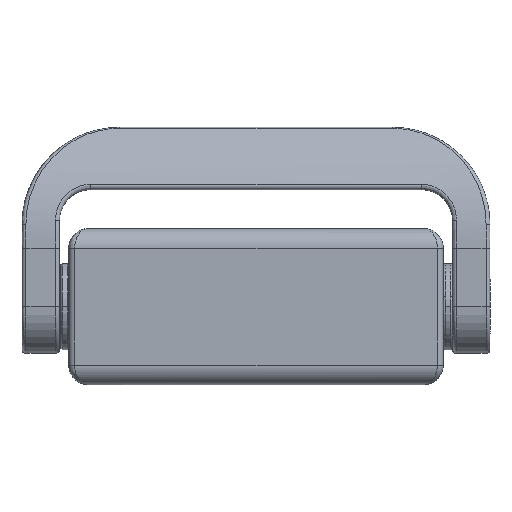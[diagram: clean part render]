
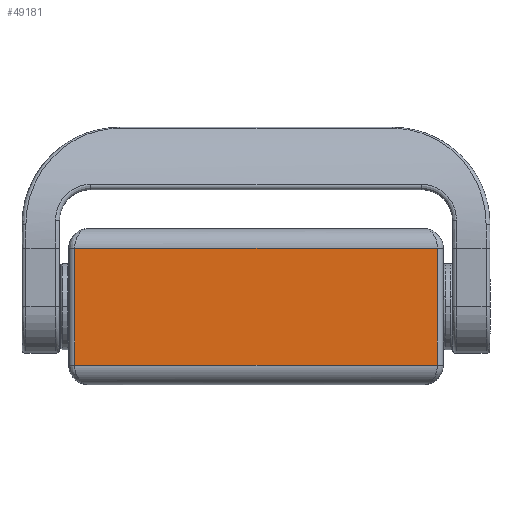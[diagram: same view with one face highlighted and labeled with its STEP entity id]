
A CAD part, front view. The second image highlights one B-rep face of the part: STEP entity #49181.
In plain terms, the highlighted planar face has unit normal (0, -1, 0).
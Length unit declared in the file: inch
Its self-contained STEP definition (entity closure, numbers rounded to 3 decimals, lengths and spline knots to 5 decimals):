
#1089 = LINE ( 'NONE', #57364, #12170 ) ;
#2984 = EDGE_CURVE ( 'NONE', #7602, #45184, #1089, .T. ) ;
#6990 = LINE ( 'NONE', #35139, #58076 ) ;
#7602 = VERTEX_POINT ( 'NONE', #52489 ) ;
#10031 = EDGE_CURVE ( 'NONE', #10615, #47109, #6990, .T. ) ;
#10615 = VERTEX_POINT ( 'NONE', #46339 ) ;
#12170 = VECTOR ( 'NONE', #19535, 39.37008 ) ;
#12495 = CARTESIAN_POINT ( 'NONE',  ( -1.83071, 0., 0. ) ) ;
#12796 = DIRECTION ( 'NONE',  ( -1., 0., 0. ) ) ;
#14638 = LINE ( 'NONE', #28563, #56875 ) ;
#17028 = DIRECTION ( 'NONE',  ( 0., 0., 1. ) ) ;
#18972 = EDGE_CURVE ( 'NONE', #47109, #7602, #45196, .T. ) ;
#19535 = DIRECTION ( 'NONE',  ( 1., 0., 0. ) ) ;
#19821 = VECTOR ( 'NONE', #17028, 39.37008 ) ;
#25261 = EDGE_CURVE ( 'NONE', #45184, #10615, #14638, .T. ) ;
#26419 = DIRECTION ( 'NONE',  ( 0., 1., 0. ) ) ;
#27544 = ORIENTED_EDGE ( 'NONE', *, *, #2984, .F. ) ;
#28563 = CARTESIAN_POINT ( 'NONE',  ( 1.83071, 0., 0. ) ) ;
#30664 = FACE_OUTER_BOUND ( 'NONE', #56212, .T. ) ;
#31765 = ORIENTED_EDGE ( 'NONE', *, *, #25261, .F. ) ;
#35139 = CARTESIAN_POINT ( 'NONE',  ( 0., 0., -0.59055 ) ) ;
#39968 = DIRECTION ( 'NONE',  ( -1., 0., 0. ) ) ;
#44302 = CARTESIAN_POINT ( 'NONE',  ( 0., 0., 0. ) ) ;
#45184 = VERTEX_POINT ( 'NONE', #48073 ) ;
#45196 = LINE ( 'NONE', #12495, #19821 ) ;
#46271 = ORIENTED_EDGE ( 'NONE', *, *, #10031, .F. ) ;
#46339 = CARTESIAN_POINT ( 'NONE',  ( 1.83071, 0., -0.59055 ) ) ;
#47109 = VERTEX_POINT ( 'NONE', #59503 ) ;
#48073 = CARTESIAN_POINT ( 'NONE',  ( 1.83071, 0., 0.59055 ) ) ;
#49181 = ADVANCED_FACE ( 'NONE', ( #30664 ), #49442, .F. ) ;
#49442 = PLANE ( 'NONE',  #53239 ) ;
#52489 = CARTESIAN_POINT ( 'NONE',  ( -1.83071, 0., 0.59055 ) ) ;
#53239 = AXIS2_PLACEMENT_3D ( 'NONE', #44302, #26419, #12796 ) ;
#55533 = DIRECTION ( 'NONE',  ( 0., 0., -1. ) ) ;
#56212 = EDGE_LOOP ( 'NONE', ( #56279, #46271, #31765, #27544 ) ) ;
#56279 = ORIENTED_EDGE ( 'NONE', *, *, #18972, .F. ) ;
#56875 = VECTOR ( 'NONE', #55533, 39.37008 ) ;
#57364 = CARTESIAN_POINT ( 'NONE',  ( 0., 0., 0.59055 ) ) ;
#58076 = VECTOR ( 'NONE', #39968, 39.37008 ) ;
#59503 = CARTESIAN_POINT ( 'NONE',  ( -1.83071, 0., -0.59055 ) ) ;
